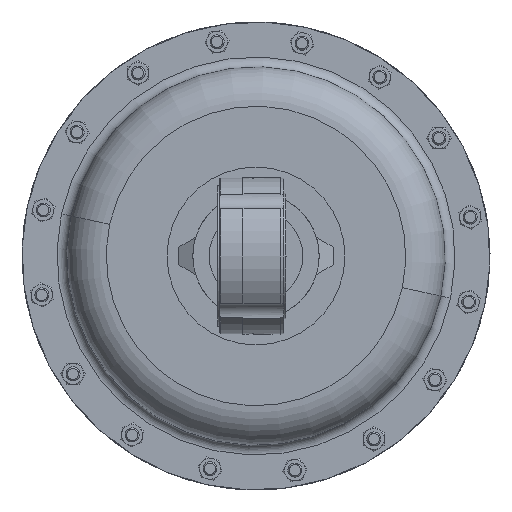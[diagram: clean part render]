
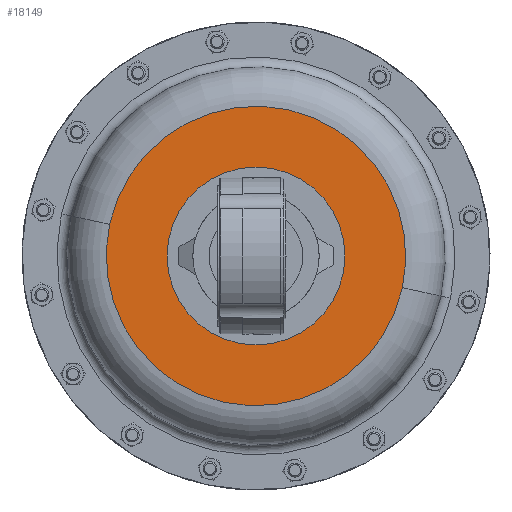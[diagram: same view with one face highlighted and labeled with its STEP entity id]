
A CAD part, front view. The second image highlights one B-rep face of the part: STEP entity #18149.
In plain terms, the highlighted planar face has unit normal (0, -1, 0).
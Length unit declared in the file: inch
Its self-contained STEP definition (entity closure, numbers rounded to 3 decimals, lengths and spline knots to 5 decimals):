
#145 = DIRECTION ( 'NONE',  ( 0., 1., 0. ) ) ;
#2155 = AXIS2_PLACEMENT_3D ( 'NONE', #30460, #10793, #18064 ) ;
#3283 = DIRECTION ( 'NONE',  ( 0., 1., 0. ) ) ;
#3849 = DIRECTION ( 'NONE',  ( 0., -1., 0. ) ) ;
#5505 = CARTESIAN_POINT ( 'NONE',  ( -3.90963, 8.0425, 0.84544 ) ) ;
#6430 = EDGE_LOOP ( 'NONE', ( #25685, #18084 ) ) ;
#6877 = VERTEX_POINT ( 'NONE', #14257 ) ;
#7068 = FACE_OUTER_BOUND ( 'NONE', #6430, .T. ) ;
#8344 = PLANE ( 'NONE',  #15043 ) ;
#9626 = VERTEX_POINT ( 'NONE', #17902 ) ;
#9637 = CIRCLE ( 'NONE', #26924, 2.375 ) ;
#9910 = EDGE_LOOP ( 'NONE', ( #23957, #31601 ) ) ;
#10793 = DIRECTION ( 'NONE',  ( 0., 1., 0. ) ) ;
#11345 = EDGE_CURVE ( 'NONE', #13790, #6877, #21475, .T. ) ;
#12864 = CARTESIAN_POINT ( 'NONE',  ( 0., 8.0425, 0. ) ) ;
#13790 = VERTEX_POINT ( 'NONE', #5505 ) ;
#14257 = CARTESIAN_POINT ( 'NONE',  ( 3.90963, 8.0425, -0.84544 ) ) ;
#14434 = AXIS2_PLACEMENT_3D ( 'NONE', #12864, #20161, #14895 ) ;
#14787 = CARTESIAN_POINT ( 'NONE',  ( 0., 8.0425, 0. ) ) ;
#14895 = DIRECTION ( 'NONE',  ( 0.977, 0., -0.211 ) ) ;
#15043 = AXIS2_PLACEMENT_3D ( 'NONE', #27997, #3849, #18215 ) ;
#17902 = CARTESIAN_POINT ( 'NONE',  ( 0., 8.0425, 2.375 ) ) ;
#18064 = DIRECTION ( 'NONE',  ( 0.977, 0., -0.211 ) ) ;
#18084 = ORIENTED_EDGE ( 'NONE', *, *, #11345, .F. ) ;
#18149 = ADVANCED_FACE ( 'NONE', ( #7068, #22799 ), #8344, .T. ) ;
#18215 = DIRECTION ( 'NONE',  ( -0.977, 0., 0.211 ) ) ;
#20161 = DIRECTION ( 'NONE',  ( 0., 1., 0. ) ) ;
#21009 = EDGE_CURVE ( 'NONE', #29641, #9626, #9637, .T. ) ;
#21475 = CIRCLE ( 'NONE', #14434, 4. ) ;
#22038 = EDGE_CURVE ( 'NONE', #9626, #29641, #28626, .T. ) ;
#22799 = FACE_BOUND ( 'NONE', #9910, .T. ) ;
#23049 = DIRECTION ( 'NONE',  ( 0., 0., 1. ) ) ;
#23366 = AXIS2_PLACEMENT_3D ( 'NONE', #14787, #145, #31645 ) ;
#23957 = ORIENTED_EDGE ( 'NONE', *, *, #21009, .T. ) ;
#25685 = ORIENTED_EDGE ( 'NONE', *, *, #30097, .F. ) ;
#25733 = CARTESIAN_POINT ( 'NONE',  ( 0., 8.0425, 0. ) ) ;
#25953 = CIRCLE ( 'NONE', #2155, 4. ) ;
#26924 = AXIS2_PLACEMENT_3D ( 'NONE', #25733, #3283, #23049 ) ;
#27997 = CARTESIAN_POINT ( 'NONE',  ( -0.84544, 8.0425, -3.90963 ) ) ;
#28626 = CIRCLE ( 'NONE', #23366, 2.375 ) ;
#29641 = VERTEX_POINT ( 'NONE', #31508 ) ;
#30097 = EDGE_CURVE ( 'NONE', #6877, #13790, #25953, .T. ) ;
#30460 = CARTESIAN_POINT ( 'NONE',  ( 0., 8.0425, 0. ) ) ;
#31508 = CARTESIAN_POINT ( 'NONE',  ( 0., 8.0425, -2.375 ) ) ;
#31601 = ORIENTED_EDGE ( 'NONE', *, *, #22038, .T. ) ;
#31645 = DIRECTION ( 'NONE',  ( 0., 0., 1. ) ) ;
